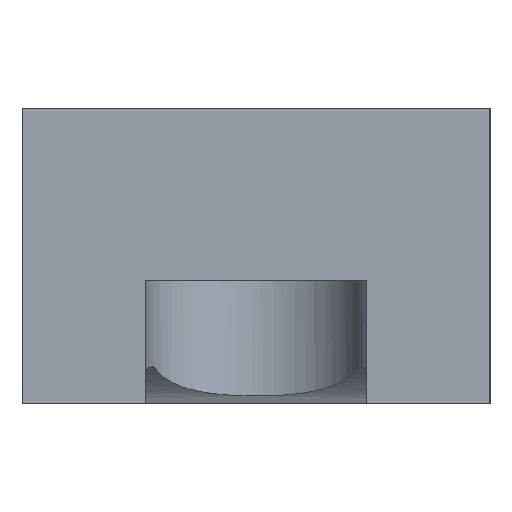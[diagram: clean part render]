
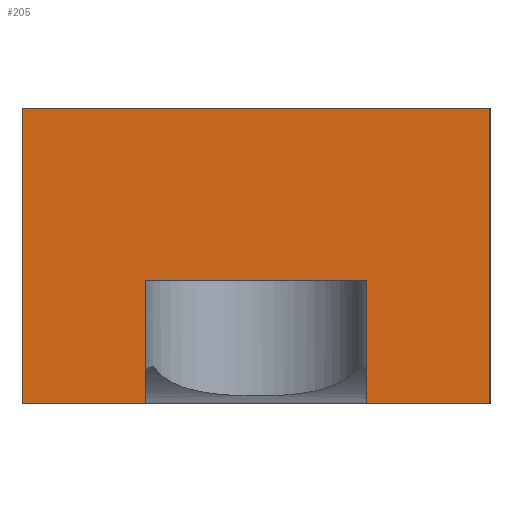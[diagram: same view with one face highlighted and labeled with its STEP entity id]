
A CAD part, left-side view. The second image highlights one B-rep face of the part: STEP entity #205.
In plain terms, the highlighted planar face has unit normal (-1, 0, 0).
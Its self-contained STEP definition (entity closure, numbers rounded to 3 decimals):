
#14 = LINE ( 'NONE', #237, #607 ) ;
#49 = ORIENTED_EDGE ( 'NONE', *, *, #121, .F. ) ;
#66 = CARTESIAN_POINT ( 'NONE',  ( -51., -9.5, 0. ) ) ;
#70 = VERTEX_POINT ( 'NONE', #586 ) ;
#76 = ORIENTED_EDGE ( 'NONE', *, *, #152, .F. ) ;
#78 = FACE_OUTER_BOUND ( 'NONE', #198, .T. ) ;
#85 = CARTESIAN_POINT ( 'NONE',  ( -51., -9.5, 12. ) ) ;
#87 = VERTEX_POINT ( 'NONE', #231 ) ;
#88 = CARTESIAN_POINT ( 'NONE',  ( -51., 4.5, 12. ) ) ;
#89 = CARTESIAN_POINT ( 'NONE',  ( -51., 9.5, 5. ) ) ;
#98 = VECTOR ( 'NONE', #147, 1000. ) ;
#106 = ORIENTED_EDGE ( 'NONE', *, *, #696, .T. ) ;
#117 = DIRECTION ( 'NONE',  ( 0., -1., 0. ) ) ;
#121 = EDGE_CURVE ( 'NONE', #87, #533, #14, .T. ) ;
#137 = ORIENTED_EDGE ( 'NONE', *, *, #433, .T. ) ;
#144 = LINE ( 'NONE', #85, #527 ) ;
#147 = DIRECTION ( 'NONE',  ( 0., -1., 0. ) ) ;
#150 = DIRECTION ( 'NONE',  ( 0., 0., -1. ) ) ;
#152 = EDGE_CURVE ( 'NONE', #330, #411, #367, .T. ) ;
#166 = VECTOR ( 'NONE', #267, 1000. ) ;
#198 = EDGE_LOOP ( 'NONE', ( #137, #709, #246, #49, #417, #449, #76, #106 ) ) ;
#204 = VERTEX_POINT ( 'NONE', #373 ) ;
#205 = ADVANCED_FACE ( 'NONE', ( #78 ), #312, .T. ) ;
#208 = VECTOR ( 'NONE', #117, 1000. ) ;
#212 = VERTEX_POINT ( 'NONE', #66 ) ;
#231 = CARTESIAN_POINT ( 'NONE',  ( -51., -4.5, 0. ) ) ;
#237 = CARTESIAN_POINT ( 'NONE',  ( -51., -4.5, 12. ) ) ;
#246 = ORIENTED_EDGE ( 'NONE', *, *, #385, .T. ) ;
#258 = VERTEX_POINT ( 'NONE', #473 ) ;
#267 = DIRECTION ( 'NONE',  ( 0., 0., -1. ) ) ;
#270 = CARTESIAN_POINT ( 'NONE',  ( -51., 9.5, 0. ) ) ;
#298 = DIRECTION ( 'NONE',  ( -1., 0., 0. ) ) ;
#301 = DIRECTION ( 'NONE',  ( 0., -1., 0. ) ) ;
#312 = PLANE ( 'NONE',  #660 ) ;
#330 = VERTEX_POINT ( 'NONE', #714 ) ;
#337 = CARTESIAN_POINT ( 'NONE',  ( -51., 9.5, 12. ) ) ;
#341 = CARTESIAN_POINT ( 'NONE',  ( -51., -9.5, 12. ) ) ;
#355 = EDGE_CURVE ( 'NONE', #87, #212, #441, .T. ) ;
#361 = CARTESIAN_POINT ( 'NONE',  ( -51., 9.5, 12. ) ) ;
#367 = LINE ( 'NONE', #361, #575 ) ;
#373 = CARTESIAN_POINT ( 'NONE',  ( -51., 9.5, 0. ) ) ;
#378 = EDGE_CURVE ( 'NONE', #411, #212, #144, .T. ) ;
#385 = EDGE_CURVE ( 'NONE', #70, #533, #390, .T. ) ;
#390 = LINE ( 'NONE', #89, #491 ) ;
#410 = DIRECTION ( 'NONE',  ( 0., 0., 1. ) ) ;
#411 = VERTEX_POINT ( 'NONE', #341 ) ;
#417 = ORIENTED_EDGE ( 'NONE', *, *, #355, .T. ) ;
#433 = EDGE_CURVE ( 'NONE', #204, #258, #451, .T. ) ;
#440 = LINE ( 'NONE', #88, #503 ) ;
#441 = LINE ( 'NONE', #547, #98 ) ;
#449 = ORIENTED_EDGE ( 'NONE', *, *, #378, .F. ) ;
#451 = LINE ( 'NONE', #270, #208 ) ;
#470 = CARTESIAN_POINT ( 'NONE',  ( -51., -4.5, 5. ) ) ;
#473 = CARTESIAN_POINT ( 'NONE',  ( -51., 4.5, 0. ) ) ;
#491 = VECTOR ( 'NONE', #558, 1000. ) ;
#499 = DIRECTION ( 'NONE',  ( 0., 0., 1. ) ) ;
#503 = VECTOR ( 'NONE', #499, 1000. ) ;
#527 = VECTOR ( 'NONE', #150, 1000. ) ;
#533 = VERTEX_POINT ( 'NONE', #470 ) ;
#543 = CARTESIAN_POINT ( 'NONE',  ( -51., 9.5, 12. ) ) ;
#547 = CARTESIAN_POINT ( 'NONE',  ( -51., 9.5, 0. ) ) ;
#558 = DIRECTION ( 'NONE',  ( 0., -1., 0. ) ) ;
#562 = EDGE_CURVE ( 'NONE', #258, #70, #440, .T. ) ;
#575 = VECTOR ( 'NONE', #301, 1000. ) ;
#586 = CARTESIAN_POINT ( 'NONE',  ( -51., 4.5, 5. ) ) ;
#596 = DIRECTION ( 'NONE',  ( 0., 0., 1. ) ) ;
#607 = VECTOR ( 'NONE', #596, 1000. ) ;
#622 = LINE ( 'NONE', #337, #166 ) ;
#660 = AXIS2_PLACEMENT_3D ( 'NONE', #543, #298, #410 ) ;
#696 = EDGE_CURVE ( 'NONE', #330, #204, #622, .T. ) ;
#709 = ORIENTED_EDGE ( 'NONE', *, *, #562, .T. ) ;
#714 = CARTESIAN_POINT ( 'NONE',  ( -51., 9.5, 12. ) ) ;
